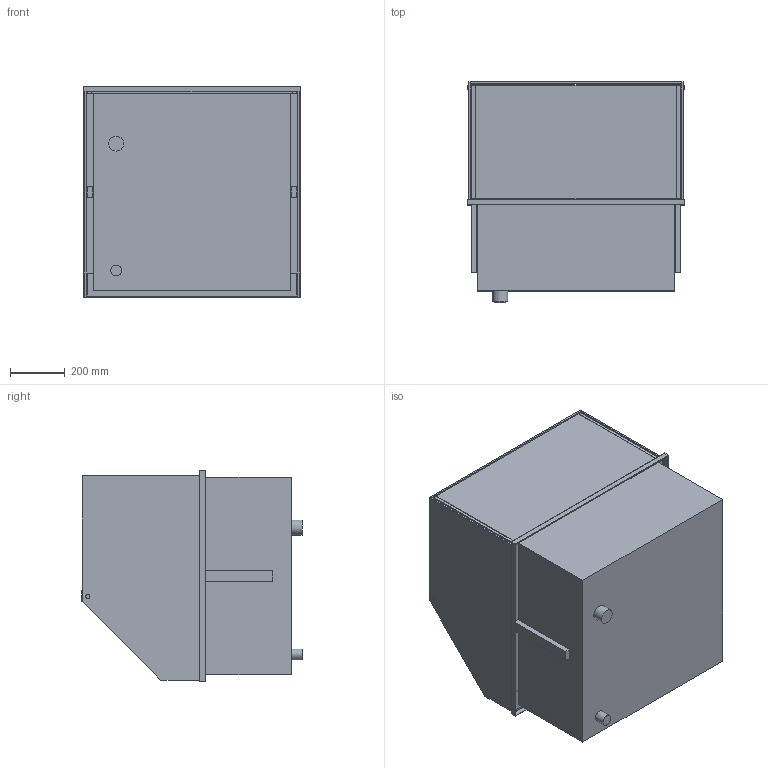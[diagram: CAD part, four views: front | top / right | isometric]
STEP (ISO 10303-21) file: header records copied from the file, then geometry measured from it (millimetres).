
FILE_DESCRIPTION(/* description */ ('Einbaukühlvitrine: zentralgekühlt'),/* implementation_level */ '2;1');
FILE_NAME(/* name */ '3D-AKE-00006133.stp',/* time_stamp */ '2022-03-24T08:43:48+01:00',/* author */ ('julian.lux'),/* organization */ (''),/* preprocessor_version */ 'ST-DEVELOPER v18',/* originating_system */ 'Autodesk Inventor 2020',/* authorisation */ '');
FILE_SCHEMA (('AUTOMOTIVE_DESIGN { 1 0 10303 214 3 1 1 }'));
Length unit declared in the file: millimetre
Products named in the file (1): 3D-AKE-00006133
Bounding box: 795 x 806 x 773 mm (x, y, z)
Volume: 74840908 mm3; surface area: 8846593.2 mm2
Topology: 24 solids, 24 shells, 224 faces, 526 edges, 356 vertices
Faces by surface type: plane 210, cylinder 14
Full cylindrical faces by diameter (mm): 6 x2, 16 x2, 25 x2, 40 x1, 55 x1
Entity records: 6433 total; most frequent: CARTESIAN_POINT 1107, ORIENTED_EDGE 1052, DIRECTION 1020, EDGE_CURVE 526, LINE 482, VECTOR 482, VERTEX_POINT 356, AXIS2_PLACEMENT_3D 269
